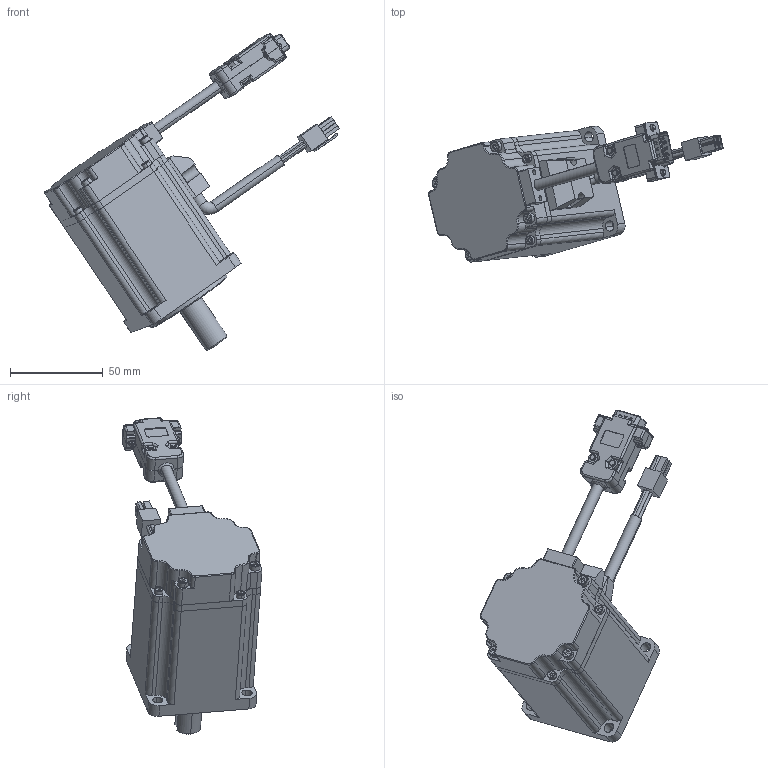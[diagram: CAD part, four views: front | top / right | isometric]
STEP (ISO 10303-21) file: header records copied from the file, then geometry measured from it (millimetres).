
FILE_DESCRIPTION (( 'STEP AP214' ), '1' );
FILE_NAME ('60BST-C01330.STEP', '2022-09-07T08:48:28', ( '' ), ( '' ), 'SwSTEP 2.0', 'SolidWorks 2020', '' );
FILE_SCHEMA (( 'AUTOMOTIVE_DESIGN' ));
Length unit declared in the file: millimetre
Products named in the file (29): 等揤盄裔; 43782_12; 43782_05; 43782_04; 晤鎢ん盄; 萇儂盄; Plastika za DB9; 43782_07; 43782_13; 60BST綴欶; 60BST惕掅; 43782_03; 43782_09; 60BST-C01330; 43782_08; 誘盄杶; hexagon socket head cap screws gb_GB_FASTENER_SCREWS_HSHCS M3X20-N; 43782_01; 43782_11; hexagon socket head cap screws gb_GB_FASTENER_SCREWS_HSHCS M2.5X4-N; 43782_02; 4R; 60BST堤粣; 160BST-ZC; 60ヶ傷; DB9 in plastic case - cable; 43782_06; 43782; 43782_10
Assembly tree (34 placements, depth 4):
  60BST-C01330
    60BST惕掅
    60BST綴欶
    60BST堤粣
    60ヶ傷
    hexagon socket head cap screws gb_GB_FASTENER_SCREWS_HSHCS M2.5X4-N  x4
    hexagon socket head cap screws gb_GB_FASTENER_SCREWS_HSHCS M3X20-N  x4
    160BST-ZC
    晤鎢ん盄
    萇儂盄
    DB9 in plastic case - cable
      Plastika za DB9
      43782
        43782_13
        43782_12
        43782_11
        43782_10
        43782_09
        43782_08
        43782_07
        43782_06
        43782_05
        43782_04
        43782_03
        43782_02
        43782_01
    4R
    等揤盄裔
    誘盄杶
Bounding box: 159 x 75.46 x 170.66 mm (x, y, z)
Volume: 294678.8 mm3; surface area: 64328.4 mm2
Topology: 42 solids, 42 shells, 1455 faces, 3635 edges, 2273 vertices
Faces by surface type: plane 662, cylinder 607, bspline 79, cone 69, torus 38
Entity records: 50945 total; most frequent: CARTESIAN_POINT 8317, DIRECTION 6815, ORIENTED_EDGE 6446, EDGE_CURVE 3223, AXIS2_PLACEMENT_3D 2457, VERTEX_POINT 2075, LINE 1901, VECTOR 1901
